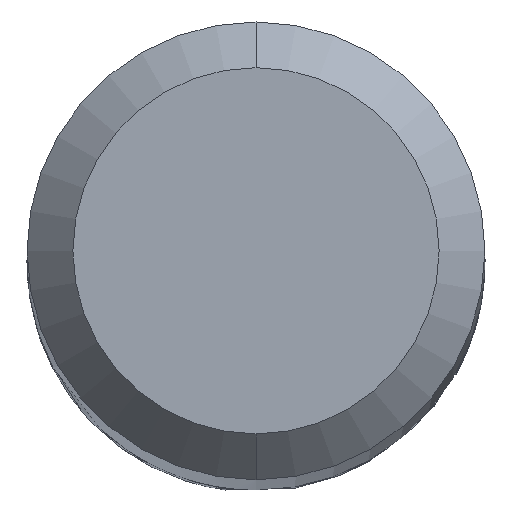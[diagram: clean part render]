
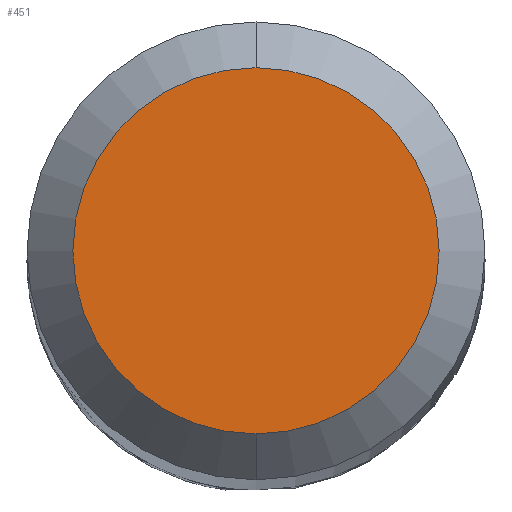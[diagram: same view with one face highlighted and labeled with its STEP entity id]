
A CAD part, top view. The second image highlights one B-rep face of the part: STEP entity #451.
In plain terms, the highlighted planar face has unit normal (0, 0, 1).
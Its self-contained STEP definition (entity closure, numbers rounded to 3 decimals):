
#383=EDGE_CURVE('',#397,#757,#945,.T.);
#397=VERTEX_POINT('',#960);
#451=ADVANCED_FACE('',(#1019),#1020,.T.);
#583=EDGE_CURVE('',#757,#397,#1164,.T.);
#757=VERTEX_POINT('',#1353);
#945=CIRCLE('',#1672,1.2);
#960=CARTESIAN_POINT('',(0.0,1.2,0.0));
#1019=FACE_OUTER_BOUND('',#1871,.T.);
#1020=PLANE('',#1872);
#1164=CIRCLE('',#2452,1.2);
#1353=CARTESIAN_POINT('',(0.,-1.2,0.0));
#1672=AXIS2_PLACEMENT_3D('',#3632,#3633,#3634);
#1871=EDGE_LOOP('',(#3716,#3717));
#1872=AXIS2_PLACEMENT_3D('',#3718,#3719,#3720);
#2452=AXIS2_PLACEMENT_3D('',#3894,#3895,#3896);
#3632=CARTESIAN_POINT('',(0.0,0.0,0.0));
#3633=DIRECTION('',(0.0,0.0,-1.0));
#3634=DIRECTION('',(0.0,1.0,0.0));
#3716=ORIENTED_EDGE('',*,*,#383,.F.);
#3717=ORIENTED_EDGE('',*,*,#583,.F.);
#3718=CARTESIAN_POINT('',(0.0,0.6,0.0));
#3719=DIRECTION('',(-0.0,0.0,1.0));
#3720=DIRECTION('',(0.0,-1.0,0.0));
#3894=CARTESIAN_POINT('',(0.0,0.0,0.0));
#3895=DIRECTION('',(0.0,0.0,-1.0));
#3896=DIRECTION('',(0.0,1.0,0.0));
